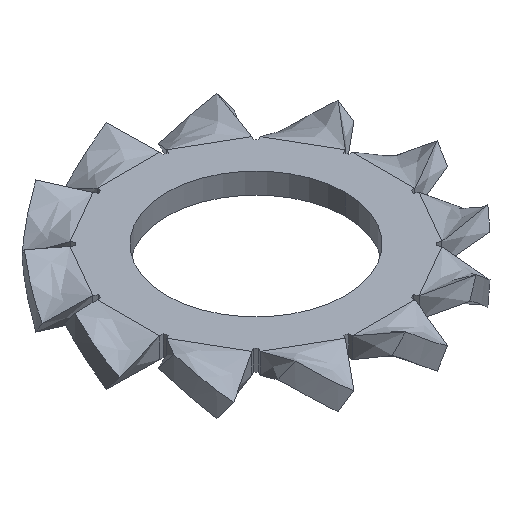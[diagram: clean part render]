
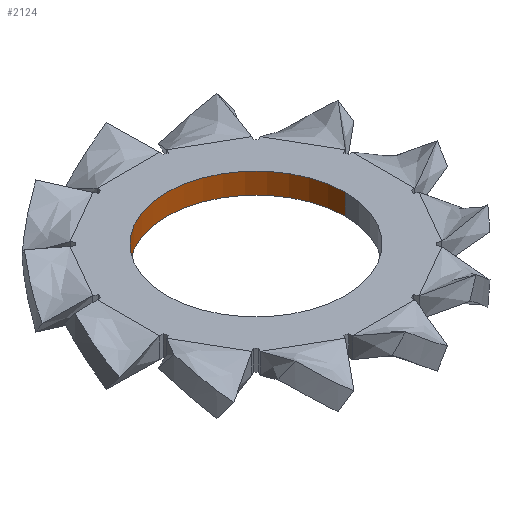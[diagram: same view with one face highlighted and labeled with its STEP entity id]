
A CAD part, isometric view. The second image highlights one B-rep face of the part: STEP entity #2124.
In plain terms, the highlighted cylindrical face has radius 2.15 mm (diameter 4.3 mm), a partial arc.
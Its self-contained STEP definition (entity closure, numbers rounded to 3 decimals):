
#43 = CIRCLE ( 'NONE', #1824, 2.15 ) ;
#200 = DIRECTION ( 'NONE',  ( 0., 0., -1. ) ) ;
#252 = EDGE_CURVE ( 'NONE', #2788, #1819, #814, .T. ) ;
#602 = DIRECTION ( 'NONE',  ( 1., 0., 0. ) ) ;
#700 = LINE ( 'NONE', #3115, #2838 ) ;
#814 = CIRCLE ( 'NONE', #1671, 2.15 ) ;
#830 = AXIS2_PLACEMENT_3D ( 'NONE', #838, #1966, #2774 ) ;
#838 = CARTESIAN_POINT ( 'NONE',  ( 0., 0., 0.25 ) ) ;
#853 = FACE_OUTER_BOUND ( 'NONE', #2767, .T. ) ;
#1252 = CYLINDRICAL_SURFACE ( 'NONE', #830, 2.15 ) ;
#1370 = EDGE_CURVE ( 'NONE', #2946, #2788, #2696, .T. ) ;
#1569 = CARTESIAN_POINT ( 'NONE',  ( -2.15, 0., 0.25 ) ) ;
#1627 = DIRECTION ( 'NONE',  ( 1., 0., 0. ) ) ;
#1628 = CARTESIAN_POINT ( 'NONE',  ( 2.15, 0., -0.25 ) ) ;
#1640 = CARTESIAN_POINT ( 'NONE',  ( 0., 0., -0.25 ) ) ;
#1671 = AXIS2_PLACEMENT_3D ( 'NONE', #1640, #1904, #1627 ) ;
#1720 = DIRECTION ( 'NONE',  ( 0., 0., 1. ) ) ;
#1814 = DIRECTION ( 'NONE',  ( 0., 0., -1. ) ) ;
#1819 = VERTEX_POINT ( 'NONE', #3529 ) ;
#1824 = AXIS2_PLACEMENT_3D ( 'NONE', #2855, #1720, #602 ) ;
#1904 = DIRECTION ( 'NONE',  ( 0., 0., 1. ) ) ;
#1950 = ORIENTED_EDGE ( 'NONE', *, *, #2421, .T. ) ;
#1966 = DIRECTION ( 'NONE',  ( 0., 0., -1. ) ) ;
#2124 = ADVANCED_FACE ( 'NONE', ( #853 ), #1252, .F. ) ;
#2324 = CARTESIAN_POINT ( 'NONE',  ( 2.15, 0., 0.25 ) ) ;
#2380 = ORIENTED_EDGE ( 'NONE', *, *, #1370, .F. ) ;
#2418 = ORIENTED_EDGE ( 'NONE', *, *, #252, .F. ) ;
#2421 = EDGE_CURVE ( 'NONE', #2946, #2964, #43, .T. ) ;
#2696 = LINE ( 'NONE', #2976, #3588 ) ;
#2767 = EDGE_LOOP ( 'NONE', ( #2380, #1950, #3020, #2418 ) ) ;
#2774 = DIRECTION ( 'NONE',  ( -1., 0., 0. ) ) ;
#2788 = VERTEX_POINT ( 'NONE', #1628 ) ;
#2838 = VECTOR ( 'NONE', #1814, 1000. ) ;
#2855 = CARTESIAN_POINT ( 'NONE',  ( 0., 0., 0.25 ) ) ;
#2946 = VERTEX_POINT ( 'NONE', #2324 ) ;
#2964 = VERTEX_POINT ( 'NONE', #1569 ) ;
#2976 = CARTESIAN_POINT ( 'NONE',  ( 2.15, 0., 0.25 ) ) ;
#3020 = ORIENTED_EDGE ( 'NONE', *, *, #3471, .T. ) ;
#3115 = CARTESIAN_POINT ( 'NONE',  ( -2.15, 0., 0.25 ) ) ;
#3471 = EDGE_CURVE ( 'NONE', #2964, #1819, #700, .T. ) ;
#3529 = CARTESIAN_POINT ( 'NONE',  ( -2.15, 0., -0.25 ) ) ;
#3588 = VECTOR ( 'NONE', #200, 1000. ) ;
